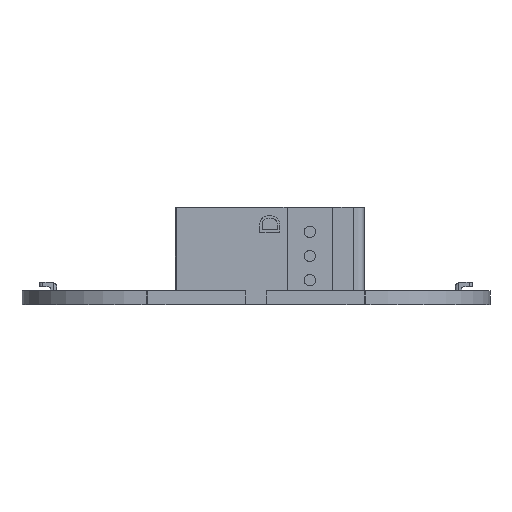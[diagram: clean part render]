
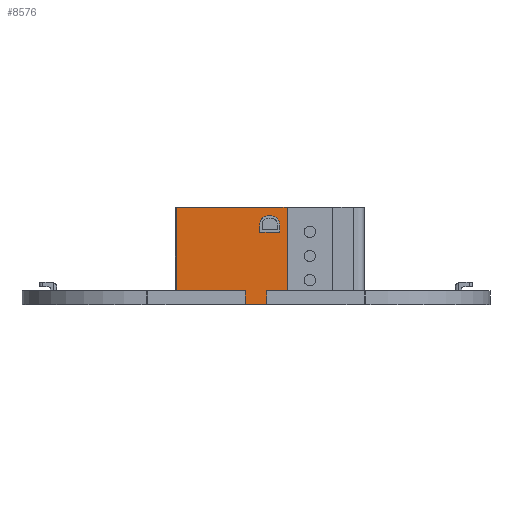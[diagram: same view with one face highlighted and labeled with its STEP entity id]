
A CAD part, left-side view. The second image highlights one B-rep face of the part: STEP entity #8576.
In plain terms, the highlighted planar face has unit normal (-1, 0, 0).
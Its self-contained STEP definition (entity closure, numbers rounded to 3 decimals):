
#185=CIRCLE('',#9075,0.8);
#388=FACE_BOUND('',#1110,.T.);
#441=B_SPLINE_CURVE_WITH_KNOTS('',3,(#12029,#12030,#12031,#12032,#12033),
 .UNSPECIFIED.,.F.,.F.,(4,1,4),(-0.128,-0.074,
0.),.UNSPECIFIED.);
#443=B_SPLINE_CURVE_WITH_KNOTS('',3,(#12052,#12053,#12054,#12055,#12056),
 .UNSPECIFIED.,.F.,.F.,(4,1,4),(-0.118,-0.06,
0.),.UNSPECIFIED.);
#445=B_SPLINE_CURVE_WITH_KNOTS('',3,(#12075,#12076,#12077,#12078,#12079),
 .UNSPECIFIED.,.F.,.F.,(4,1,4),(-0.15,-0.074,
0.),.UNSPECIFIED.);
#447=B_SPLINE_CURVE_WITH_KNOTS('',3,(#12098,#12099,#12100,#12101,#12102),
 .UNSPECIFIED.,.F.,.F.,(4,1,4),(-0.173,-0.083,
0.),.UNSPECIFIED.);
#449=B_SPLINE_CURVE_WITH_KNOTS('',3,(#12121,#12122,#12123,#12124,#12125),
 .UNSPECIFIED.,.F.,.F.,(4,1,4),(-0.146,-0.077,
0.),.UNSPECIFIED.);
#451=B_SPLINE_CURVE_WITH_KNOTS('',3,(#12144,#12145,#12146,#12147,#12148),
 .UNSPECIFIED.,.F.,.F.,(4,1,4),(-0.116,-0.062,
0.),.UNSPECIFIED.);
#453=B_SPLINE_CURVE_WITH_KNOTS('',3,(#12167,#12168,#12169,#12170,#12171),
 .UNSPECIFIED.,.F.,.F.,(4,1,4),(-0.092,-0.048,
0.),.UNSPECIFIED.);
#455=B_SPLINE_CURVE_WITH_KNOTS('',3,(#12190,#12191,#12192,#12193,#12194),
 .UNSPECIFIED.,.F.,.F.,(4,1,4),(-0.093,-0.044,
0.),.UNSPECIFIED.);
#457=B_SPLINE_CURVE_WITH_KNOTS('',3,(#12213,#12214,#12215,#12216,#12217),
 .UNSPECIFIED.,.F.,.F.,(4,1,4),(-0.116,-0.055,
0.),.UNSPECIFIED.);
#459=B_SPLINE_CURVE_WITH_KNOTS('',3,(#12236,#12237,#12238,#12239),
 .UNSPECIFIED.,.F.,.F.,(4,4),(0.,3.5),.UNSPECIFIED.);
#646=FACE_OUTER_BOUND('',#1109,.T.);
#1109=EDGE_LOOP('',(#5727,#5728,#5729,#5730,#5731));
#1110=EDGE_LOOP('',(#5732,#5733,#5734,#5735,#5736,#5737,#5738,#5739,#5740,
#5741,#5742,#5743));
#1603=LINE('',#12006,#2533);
#1607=LINE('',#12014,#2537);
#1619=LINE('',#12226,#2549);
#1621=LINE('',#12232,#2551);
#1622=LINE('',#12234,#2552);
#1623=LINE('',#12241,#2553);
#2533=VECTOR('',#9703,10.);
#2537=VECTOR('',#9709,10.);
#2549=VECTOR('',#9723,10.);
#2551=VECTOR('',#9729,10.);
#2552=VECTOR('',#9730,10.);
#2553=VECTOR('',#9731,10.);
#3467=VERTEX_POINT('',#12004);
#3468=VERTEX_POINT('',#12005);
#3471=VERTEX_POINT('',#12013);
#3473=VERTEX_POINT('',#12028);
#3475=VERTEX_POINT('',#12051);
#3477=VERTEX_POINT('',#12074);
#3479=VERTEX_POINT('',#12097);
#3481=VERTEX_POINT('',#12120);
#3483=VERTEX_POINT('',#12143);
#3485=VERTEX_POINT('',#12166);
#3487=VERTEX_POINT('',#12189);
#3489=VERTEX_POINT('',#12212);
#3491=VERTEX_POINT('',#12230);
#3492=VERTEX_POINT('',#12231);
#3493=VERTEX_POINT('',#12233);
#3494=VERTEX_POINT('',#12235);
#3495=VERTEX_POINT('',#12240);
#4335=EDGE_CURVE('',#3467,#3468,#1603,.T.);
#4339=EDGE_CURVE('',#3471,#3467,#1607,.T.);
#4342=EDGE_CURVE('',#3473,#3471,#441,.T.);
#4345=EDGE_CURVE('',#3475,#3473,#443,.T.);
#4348=EDGE_CURVE('',#3477,#3475,#445,.T.);
#4351=EDGE_CURVE('',#3479,#3477,#447,.T.);
#4354=EDGE_CURVE('',#3481,#3479,#449,.T.);
#4357=EDGE_CURVE('',#3483,#3481,#451,.T.);
#4360=EDGE_CURVE('',#3485,#3483,#453,.T.);
#4363=EDGE_CURVE('',#3487,#3485,#455,.T.);
#4366=EDGE_CURVE('',#3489,#3487,#457,.T.);
#4369=EDGE_CURVE('',#3468,#3489,#1619,.T.);
#4371=EDGE_CURVE('',#3491,#3492,#1621,.T.);
#4372=EDGE_CURVE('',#3493,#3491,#1622,.T.);
#4373=EDGE_CURVE('',#3494,#3493,#459,.T.);
#4374=EDGE_CURVE('',#3495,#3494,#1623,.T.);
#4375=EDGE_CURVE('',#3492,#3495,#185,.T.);
#5727=ORIENTED_EDGE('',*,*,#4371,.F.);
#5728=ORIENTED_EDGE('',*,*,#4372,.F.);
#5729=ORIENTED_EDGE('',*,*,#4373,.F.);
#5730=ORIENTED_EDGE('',*,*,#4374,.F.);
#5731=ORIENTED_EDGE('',*,*,#4375,.F.);
#5732=ORIENTED_EDGE('',*,*,#4335,.T.);
#5733=ORIENTED_EDGE('',*,*,#4369,.T.);
#5734=ORIENTED_EDGE('',*,*,#4366,.T.);
#5735=ORIENTED_EDGE('',*,*,#4363,.T.);
#5736=ORIENTED_EDGE('',*,*,#4360,.T.);
#5737=ORIENTED_EDGE('',*,*,#4357,.T.);
#5738=ORIENTED_EDGE('',*,*,#4354,.T.);
#5739=ORIENTED_EDGE('',*,*,#4351,.T.);
#5740=ORIENTED_EDGE('',*,*,#4348,.T.);
#5741=ORIENTED_EDGE('',*,*,#4345,.T.);
#5742=ORIENTED_EDGE('',*,*,#4342,.T.);
#5743=ORIENTED_EDGE('',*,*,#4339,.T.);
#8248=PLANE('',#9074);
#8576=ADVANCED_FACE('',(#646,#388),#8248,.T.);
#9074=AXIS2_PLACEMENT_3D('',#12229,#9727,#9728);
#9075=AXIS2_PLACEMENT_3D('',#12242,#9732,#9733);
#9703=DIRECTION('',(0.,1.,0.));
#9709=DIRECTION('',(0.,0.,-1.));
#9723=DIRECTION('',(0.,0.,1.));
#9727=DIRECTION('center_axis',(-1.,0.,0.));
#9728=DIRECTION('ref_axis',(0.,0.,
1.));
#9729=DIRECTION('',(0.,0.,-1.));
#9730=DIRECTION('',(0.,-1.,0.));
#9731=DIRECTION('',(0.,1.,0.));
#9732=DIRECTION('center_axis',(-1.,0.,0.));
#9733=DIRECTION('ref_axis',(0.,-0.72,0.694));
#12004=CARTESIAN_POINT('',(10.,0.293,23.592));
#12005=CARTESIAN_POINT('',(10.,7.451,23.592));
#12006=CARTESIAN_POINT('',(10.,28.384,23.592));
#12013=CARTESIAN_POINT('',(10.,0.293,26.058));
#12014=CARTESIAN_POINT('',(10.,0.293,0.46));
#12028=CARTESIAN_POINT('',(10.,0.395,27.332));
#12029=CARTESIAN_POINT('Ctrl Pts',(10.,0.395,27.332));
#12030=CARTESIAN_POINT('Ctrl Pts',(10.,0.365,27.153));
#12031=CARTESIAN_POINT('Ctrl Pts',(10.,0.295,26.732));
#12032=CARTESIAN_POINT('Ctrl Pts',(10.,0.294,26.304));
#12033=CARTESIAN_POINT('Ctrl Pts',(10.,0.293,26.058));
#12051=CARTESIAN_POINT('',(10.,0.908,28.382));
#12052=CARTESIAN_POINT('Ctrl Pts',(10.,0.908,28.382));
#12053=CARTESIAN_POINT('Ctrl Pts',(10.,0.793,28.227));
#12054=CARTESIAN_POINT('Ctrl Pts',(10.,0.558,27.909));
#12055=CARTESIAN_POINT('Ctrl Pts',(10.,0.45,27.528));
#12056=CARTESIAN_POINT('Ctrl Pts',(10.,0.395,27.332));
#12074=CARTESIAN_POINT('',(10.,2.131,29.229));
#12075=CARTESIAN_POINT('Ctrl Pts',(10.,2.131,29.229));
#12076=CARTESIAN_POINT('Ctrl Pts',(10.,1.895,29.126));
#12077=CARTESIAN_POINT('Ctrl Pts',(10.,1.433,28.922));
#12078=CARTESIAN_POINT('Ctrl Pts',(10.,1.081,28.56));
#12079=CARTESIAN_POINT('Ctrl Pts',(10.,0.908,28.382));
#12097=CARTESIAN_POINT('',(10.,3.833,29.51));
#12098=CARTESIAN_POINT('Ctrl Pts',(10.,3.833,29.51));
#12099=CARTESIAN_POINT('Ctrl Pts',(10.,3.529,29.501));
#12100=CARTESIAN_POINT('Ctrl Pts',(10.,2.949,29.483));
#12101=CARTESIAN_POINT('Ctrl Pts',(10.,2.395,29.311));
#12102=CARTESIAN_POINT('Ctrl Pts',(10.,2.131,29.229));
#12120=CARTESIAN_POINT('',(10.,5.278,29.32));
#12121=CARTESIAN_POINT('Ctrl Pts',(10.,5.278,29.32));
#12122=CARTESIAN_POINT('Ctrl Pts',(10.,5.054,29.375));
#12123=CARTESIAN_POINT('Ctrl Pts',(10.,4.579,29.492));
#12124=CARTESIAN_POINT('Ctrl Pts',(10.,4.09,29.504));
#12125=CARTESIAN_POINT('Ctrl Pts',(10.,3.833,29.51));
#12143=CARTESIAN_POINT('',(10.,6.321,28.831));
#12144=CARTESIAN_POINT('Ctrl Pts',(10.,6.321,28.831));
#12145=CARTESIAN_POINT('Ctrl Pts',(10.,6.168,28.928));
#12146=CARTESIAN_POINT('Ctrl Pts',(10.,5.841,29.135));
#12147=CARTESIAN_POINT('Ctrl Pts',(10.,5.474,29.255));
#12148=CARTESIAN_POINT('Ctrl Pts',(10.,5.278,29.32));
#12166=CARTESIAN_POINT('',(10.,6.97,28.179));
#12167=CARTESIAN_POINT('Ctrl Pts',(10.,6.97,28.179));
#12168=CARTESIAN_POINT('Ctrl Pts',(10.,6.881,28.297));
#12169=CARTESIAN_POINT('Ctrl Pts',(10.,6.694,28.544));
#12170=CARTESIAN_POINT('Ctrl Pts',(10.,6.449,28.733));
#12171=CARTESIAN_POINT('Ctrl Pts',(10.,6.321,28.831));
#12189=CARTESIAN_POINT('',(10.,7.329,27.325));
#12190=CARTESIAN_POINT('Ctrl Pts',(10.,7.329,27.325));
#12191=CARTESIAN_POINT('Ctrl Pts',(10.,7.285,27.482));
#12192=CARTESIAN_POINT('Ctrl Pts',(10.,7.203,27.783));
#12193=CARTESIAN_POINT('Ctrl Pts',(10.,7.045,28.052));
#12194=CARTESIAN_POINT('Ctrl Pts',(10.,6.97,28.179));
#12212=CARTESIAN_POINT('',(10.,7.451,26.175));
#12213=CARTESIAN_POINT('Ctrl Pts',(10.,7.451,26.175));
#12214=CARTESIAN_POINT('Ctrl Pts',(10.,7.447,26.38));
#12215=CARTESIAN_POINT('Ctrl Pts',(10.,7.44,26.767));
#12216=CARTESIAN_POINT('Ctrl Pts',(10.,7.364,27.146));
#12217=CARTESIAN_POINT('Ctrl Pts',(10.,7.329,27.325));
#12226=CARTESIAN_POINT('',(10.,7.451,-0.773));
#12229=CARTESIAN_POINT('Origin',(10.,56.475,-25.138));
#12230=CARTESIAN_POINT('',(10.,-2.367,32.5));
#12231=CARTESIAN_POINT('',(10.,-2.367,-2.502));
#12232=CARTESIAN_POINT('',(10.,-2.367,-13.824));
#12233=CARTESIAN_POINT('',(10.,37.341,32.5));
#12234=CARTESIAN_POINT('',(10.,0.,32.5));
#12235=CARTESIAN_POINT('',(10.,37.341,-2.5));
#12236=CARTESIAN_POINT('Ctrl Pts',(10.,37.341,-2.5));
#12237=CARTESIAN_POINT('Ctrl Pts',(10.,37.341,9.167));
#12238=CARTESIAN_POINT('Ctrl Pts',(10.,37.341,20.833));
#12239=CARTESIAN_POINT('Ctrl Pts',(10.,37.341,32.5));
#12240=CARTESIAN_POINT('',(10.,-2.311,-2.5));
#12241=CARTESIAN_POINT('',(10.,0.,-2.5));
#12242=CARTESIAN_POINT('Origin',(10.,-2.311,-3.3));
